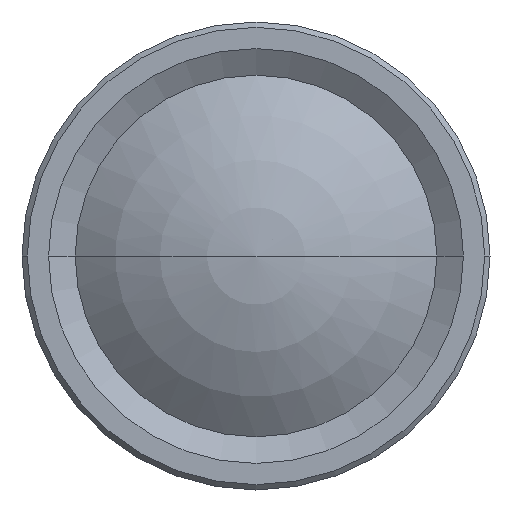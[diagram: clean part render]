
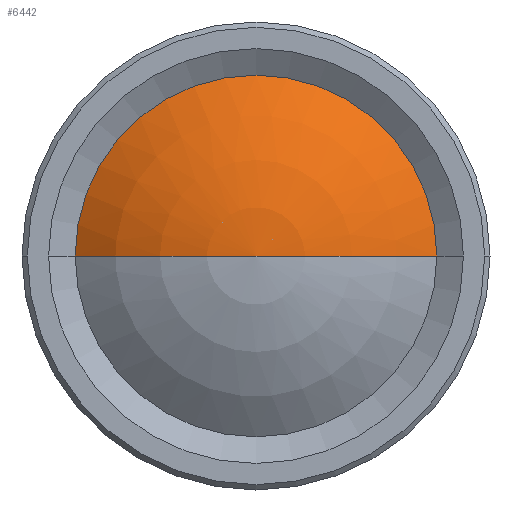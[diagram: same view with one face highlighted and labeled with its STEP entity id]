
A CAD part, left-side view. The second image highlights one B-rep face of the part: STEP entity #6442.
In plain terms, the highlighted spherical face has radius 13.342 mm.
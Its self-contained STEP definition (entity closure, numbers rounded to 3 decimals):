
#2640=CARTESIAN_POINT('',(-16.358,0.,0.));
#2641=DIRECTION('',(0.,0.,1.));
#2642=DIRECTION('',(-0.771,0.637,0.));
#2643=AXIS2_PLACEMENT_3D('',#2640,#2641,#2642);
#2645=CARTESIAN_POINT('',(-26.642,0.,0.));
#2646=DIRECTION('',(1.,0.,0.));
#2647=DIRECTION('',(0.,1.,0.));
#2648=AXIS2_PLACEMENT_3D('',#2645,#2646,#2647);
#2650=CARTESIAN_POINT('',(-16.358,0.,0.));
#2651=DIRECTION('',(0.,0.,-1.));
#2652=DIRECTION('',(-0.771,-0.637,0.));
#2653=AXIS2_PLACEMENT_3D('',#2650,#2651,#2652);
#2827=CARTESIAN_POINT('',(-26.642,8.5,0.));
#2829=VERTEX_POINT('',#2827);
#2830=CARTESIAN_POINT('',(-29.7,0.,0.));
#2831=VERTEX_POINT('',#2830);
#2867=CARTESIAN_POINT('',(-26.642,-8.5,0.));
#2869=VERTEX_POINT('',#2867);
#6430=CARTESIAN_POINT('',(-16.358,0.,0.));
#6431=DIRECTION('',(-1.,0.,0.));
#6432=DIRECTION('',(0.,1.,0.));
#6433=AXIS2_PLACEMENT_3D('',#6430,#6431,#6432);
#6434=SPHERICAL_SURFACE('',#6433,13.342);
#6436=ORIENTED_EDGE('',*,*,#6435,.F.);
#6437=ORIENTED_EDGE('',*,*,#6425,.T.);
#6439=ORIENTED_EDGE('',*,*,#6438,.T.);
#6440=EDGE_LOOP('',(#6436,#6437,#6439));
#6441=FACE_OUTER_BOUND('',#6440,.F.);
#6442=ADVANCED_FACE('',(#6441),#6434,.T.);
#2644=CIRCLE('',#2643,13.342);
#2649=CIRCLE('',#2648,8.5);
#2654=CIRCLE('',#2653,13.342);
#6425=EDGE_CURVE('',#2829,#2869,#2649,.T.);
#6435=EDGE_CURVE('',#2829,#2831,#2644,.T.);
#6438=EDGE_CURVE('',#2869,#2831,#2654,.T.);
